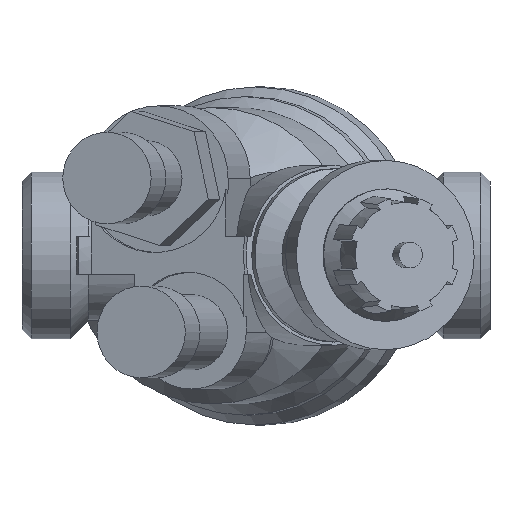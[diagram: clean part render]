
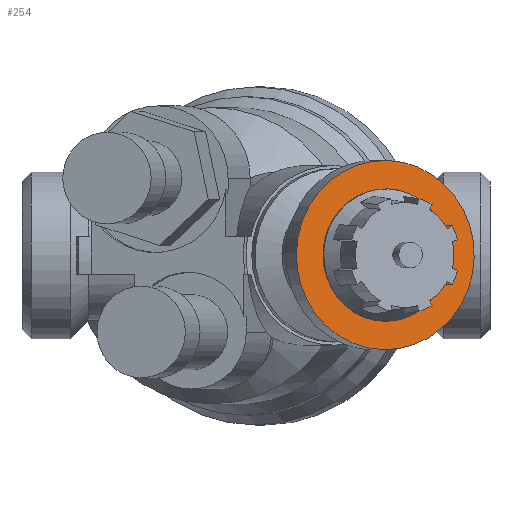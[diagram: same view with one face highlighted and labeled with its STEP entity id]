
A CAD part, top view. The second image highlights one B-rep face of the part: STEP entity #254.
In plain terms, the highlighted planar face has unit normal (0.342, 0, 0.94).
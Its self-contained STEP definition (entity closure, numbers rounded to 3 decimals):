
#254 = ADVANCED_FACE( '', ( #621, #622 ), #623, .F. );
#621 = FACE_BOUND( '', #1118, .T. );
#622 = FACE_OUTER_BOUND( '', #1119, .T. );
#623 = PLANE( '', #1120 );
#1118 = EDGE_LOOP( '', ( #1873 ) );
#1119 = EDGE_LOOP( '', ( #1874 ) );
#1120 = AXIS2_PLACEMENT_3D( '', #1875, #1876, #1877 );
#1873 = ORIENTED_EDGE( '', *, *, #3213, .F. );
#1874 = ORIENTED_EDGE( '', *, *, #3214, .T. );
#1875 = CARTESIAN_POINT( '', ( 9.289, -13.979, 41.421 ) );
#1876 = DIRECTION( '', ( -0.342, 0., -0.94 ) );
#1877 = DIRECTION( '', ( 0.876, -0.363, -0.319 ) );
#3213 = EDGE_CURVE( '', #3872, #3872, #3873, .F. );
#3214 = EDGE_CURVE( '', #3874, #3874, #3875, .T. );
#3872 = VERTEX_POINT( '', #5268 );
#3873 = CIRCLE( '', #5269, 10.5 );
#3874 = VERTEX_POINT( '', #5270 );
#3875 = CIRCLE( '', #5271, 15. );
#5268 = CARTESIAN_POINT( '', ( 4.532, 0., 43.152 ) );
#5269 = AXIS2_PLACEMENT_3D( '', #6473, #6474, #6475 );
#5270 = CARTESIAN_POINT( '', ( 1.263, 5.438, 44.342 ) );
#5271 = AXIS2_PLACEMENT_3D( '', #6476, #6477, #6478 );
#6473 = CARTESIAN_POINT( '', ( 14.399, 0., 39.561 ) );
#6474 = DIRECTION( '', ( -0.342, 0., -0.94 ) );
#6475 = DIRECTION( '', ( -0.94, 0., 0.342 ) );
#6476 = CARTESIAN_POINT( '', ( 14.399, 0., 39.561 ) );
#6477 = DIRECTION( '', ( 0.342, 0., 0.94 ) );
#6478 = DIRECTION( '', ( -0.876, 0.363, 0.319 ) );
